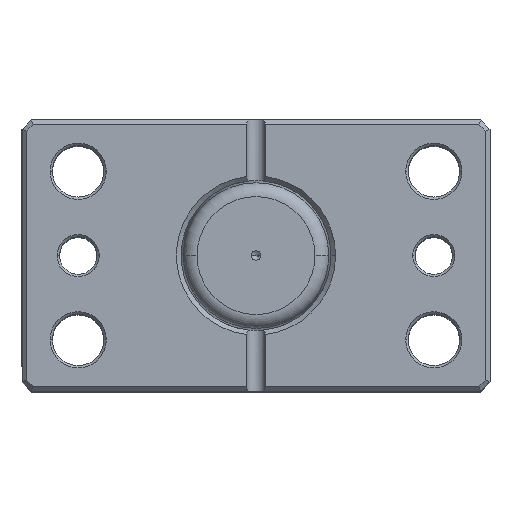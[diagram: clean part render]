
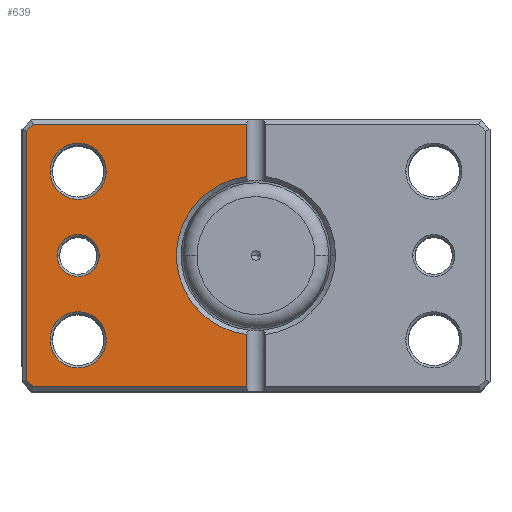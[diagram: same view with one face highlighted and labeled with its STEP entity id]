
A CAD part, top view. The second image highlights one B-rep face of the part: STEP entity #639.
In plain terms, the highlighted face is planar.
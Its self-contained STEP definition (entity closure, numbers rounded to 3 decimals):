
#4 = EDGE_CURVE ( 'NONE', #247, #4356, #3766, .T. ) ;
#71 = ORIENTED_EDGE ( 'NONE', *, *, #5728, .T. ) ;
#75 = AXIS2_PLACEMENT_3D ( 'NONE', #3847, #536, #4940 ) ;
#81 = DIRECTION ( 'NONE',  ( 1., 0., 0. ) ) ;
#106 = CARTESIAN_POINT ( 'NONE',  ( 47.586, -28., 0. ) ) ;
#145 = VECTOR ( 'NONE', #4525, 1000. ) ;
#185 = VERTEX_POINT ( 'NONE', #5137 ) ;
#247 = VERTEX_POINT ( 'NONE', #1292 ) ;
#301 = EDGE_CURVE ( 'NONE', #185, #5528, #4953, .T. ) ;
#308 = CARTESIAN_POINT ( 'NONE',  ( 0., 0., 0. ) ) ;
#462 = LINE ( 'NONE', #5681, #6149 ) ;
#536 = DIRECTION ( 'NONE',  ( 0., 0., 1. ) ) ;
#639 = ADVANCED_FACE ( 'NONE', ( #4505, #1925, #2871, #1421 ), #4143, .F. ) ;
#795 = VERTEX_POINT ( 'NONE', #2921 ) ;
#870 = DIRECTION ( 'NONE',  ( 1., 0., 0. ) ) ;
#989 = VECTOR ( 'NONE', #3315, 1000. ) ;
#1070 = CARTESIAN_POINT ( 'NONE',  ( 49., 0., 0. ) ) ;
#1190 = DIRECTION ( 'NONE',  ( 0., 0., 1. ) ) ;
#1244 = VERTEX_POINT ( 'NONE', #3448 ) ;
#1282 = EDGE_CURVE ( 'NONE', #4921, #2881, #3997, .T. ) ;
#1292 = CARTESIAN_POINT ( 'NONE',  ( 33.5, 0., 0. ) ) ;
#1300 = DIRECTION ( 'NONE',  ( 0., 0., 1. ) ) ;
#1421 = FACE_OUTER_BOUND ( 'NONE', #6863, .T. ) ;
#1472 = AXIS2_PLACEMENT_3D ( 'NONE', #6682, #3360, #81 ) ;
#1495 = VERTEX_POINT ( 'NONE', #4206 ) ;
#1518 = AXIS2_PLACEMENT_3D ( 'NONE', #2731, #6574, #3268 ) ;
#1608 = LINE ( 'NONE', #5612, #145 ) ;
#1657 = CARTESIAN_POINT ( 'NONE',  ( 0., -28., 0. ) ) ;
#1738 = EDGE_CURVE ( 'NONE', #6181, #6055, #462, .T. ) ;
#1823 = DIRECTION ( 'NONE',  ( 1., 0., 0. ) ) ;
#1925 = FACE_BOUND ( 'NONE', #4968, .T. ) ;
#1984 = EDGE_CURVE ( 'NONE', #1495, #5332, #3831, .T. ) ;
#1991 = CARTESIAN_POINT ( 'NONE',  ( 49., 26.586, 0. ) ) ;
#2096 = CIRCLE ( 'NONE', #6037, 17. ) ;
#2133 = ORIENTED_EDGE ( 'NONE', *, *, #4, .T. ) ;
#2136 = ORIENTED_EDGE ( 'NONE', *, *, #1738, .T. ) ;
#2605 = EDGE_CURVE ( 'NONE', #795, #4921, #1608, .T. ) ;
#2609 = CARTESIAN_POINT ( 'NONE',  ( 37.793, 37.793, 0. ) ) ;
#2611 = DIRECTION ( 'NONE',  ( 0., 0., 1. ) ) ;
#2659 = DIRECTION ( 'NONE',  ( 0., 0., 1. ) ) ;
#2676 = LINE ( 'NONE', #2763, #4741 ) ;
#2731 = CARTESIAN_POINT ( 'NONE',  ( 38., 18., 0. ) ) ;
#2763 = CARTESIAN_POINT ( 'NONE',  ( 2., 29., 0. ) ) ;
#2829 = ORIENTED_EDGE ( 'NONE', *, *, #1282, .T. ) ;
#2871 = FACE_BOUND ( 'NONE', #7075, .T. ) ;
#2881 = VERTEX_POINT ( 'NONE', #4537 ) ;
#2892 = EDGE_LOOP ( 'NONE', ( #2133, #4998 ) ) ;
#2921 = CARTESIAN_POINT ( 'NONE',  ( 2., 16.882, 0. ) ) ;
#3001 = ORIENTED_EDGE ( 'NONE', *, *, #6465, .T. ) ;
#3027 = VECTOR ( 'NONE', #6584, 1000. ) ;
#3064 = ORIENTED_EDGE ( 'NONE', *, *, #4491, .T. ) ;
#3106 = CIRCLE ( 'NONE', #1472, 6. ) ;
#3162 = DIRECTION ( 'NONE',  ( 0.707, -0.707, 0. ) ) ;
#3268 = DIRECTION ( 'NONE',  ( 1., 0., 0. ) ) ;
#3295 = ORIENTED_EDGE ( 'NONE', *, *, #301, .T. ) ;
#3315 = DIRECTION ( 'NONE',  ( -1., 0., 0. ) ) ;
#3360 = DIRECTION ( 'NONE',  ( 0., 0., 1. ) ) ;
#3448 = CARTESIAN_POINT ( 'NONE',  ( 2., -16.882, 0. ) ) ;
#3481 = DIRECTION ( 'NONE',  ( -0.707, -0.707, 0. ) ) ;
#3532 = CARTESIAN_POINT ( 'NONE',  ( 49., -26.586, 0. ) ) ;
#3619 = VERTEX_POINT ( 'NONE', #1991 ) ;
#3647 = VECTOR ( 'NONE', #1823, 1000. ) ;
#3654 = ORIENTED_EDGE ( 'NONE', *, *, #6418, .T. ) ;
#3660 = CARTESIAN_POINT ( 'NONE',  ( 44., -18., 0. ) ) ;
#3766 = CIRCLE ( 'NONE', #7013, 4.5 ) ;
#3831 = CIRCLE ( 'NONE', #1518, 6. ) ;
#3847 = CARTESIAN_POINT ( 'NONE',  ( 38., -18., 0. ) ) ;
#3922 = LINE ( 'NONE', #1657, #989 ) ;
#3940 = CARTESIAN_POINT ( 'NONE',  ( 2., -28., 0. ) ) ;
#3997 = LINE ( 'NONE', #5697, #3647 ) ;
#4143 = PLANE ( 'NONE',  #5853 ) ;
#4169 = DIRECTION ( 'NONE',  ( 0., 0., 1. ) ) ;
#4206 = CARTESIAN_POINT ( 'NONE',  ( 32., 18., 0. ) ) ;
#4215 = ORIENTED_EDGE ( 'NONE', *, *, #4925, .T. ) ;
#4356 = VERTEX_POINT ( 'NONE', #6938 ) ;
#4409 = CARTESIAN_POINT ( 'NONE',  ( 2., 28., 0. ) ) ;
#4439 = LINE ( 'NONE', #2609, #5746 ) ;
#4457 = EDGE_CURVE ( 'NONE', #2881, #3619, #4439, .T. ) ;
#4479 = CARTESIAN_POINT ( 'NONE',  ( 0., 0., 0. ) ) ;
#4482 = LINE ( 'NONE', #1070, #3027 ) ;
#4491 = EDGE_CURVE ( 'NONE', #5332, #1495, #7037, .T. ) ;
#4505 = FACE_BOUND ( 'NONE', #2892, .T. ) ;
#4525 = DIRECTION ( 'NONE',  ( 0., 1., 0. ) ) ;
#4537 = CARTESIAN_POINT ( 'NONE',  ( 47.586, 28., 0. ) ) ;
#4589 = DIRECTION ( 'NONE',  ( 1., 0., 0. ) ) ;
#4741 = VECTOR ( 'NONE', #6040, 1000. ) ;
#4779 = EDGE_CURVE ( 'NONE', #4356, #247, #5125, .T. ) ;
#4876 = ORIENTED_EDGE ( 'NONE', *, *, #4971, .T. ) ;
#4880 = CARTESIAN_POINT ( 'NONE',  ( 44., 18., 0. ) ) ;
#4921 = VERTEX_POINT ( 'NONE', #4409 ) ;
#4925 = EDGE_CURVE ( 'NONE', #6055, #6702, #3922, .T. ) ;
#4940 = DIRECTION ( 'NONE',  ( 1., 0., 0. ) ) ;
#4953 = CIRCLE ( 'NONE', #75, 6. ) ;
#4968 = EDGE_LOOP ( 'NONE', ( #3295, #3001 ) ) ;
#4971 = EDGE_CURVE ( 'NONE', #1244, #795, #2096, .T. ) ;
#4997 = ORIENTED_EDGE ( 'NONE', *, *, #2605, .T. ) ;
#4998 = ORIENTED_EDGE ( 'NONE', *, *, #4779, .T. ) ;
#5031 = DIRECTION ( 'NONE',  ( 1., 0., 0. ) ) ;
#5081 = AXIS2_PLACEMENT_3D ( 'NONE', #5914, #2611, #6469 ) ;
#5125 = CIRCLE ( 'NONE', #5081, 4.5 ) ;
#5137 = CARTESIAN_POINT ( 'NONE',  ( 32., -18., 0. ) ) ;
#5191 = CARTESIAN_POINT ( 'NONE',  ( 38., 0., 0. ) ) ;
#5332 = VERTEX_POINT ( 'NONE', #4880 ) ;
#5528 = VERTEX_POINT ( 'NONE', #3660 ) ;
#5612 = CARTESIAN_POINT ( 'NONE',  ( 2., 29., 0. ) ) ;
#5670 = ORIENTED_EDGE ( 'NONE', *, *, #1984, .T. ) ;
#5671 = ORIENTED_EDGE ( 'NONE', *, *, #4457, .T. ) ;
#5681 = CARTESIAN_POINT ( 'NONE',  ( 37.793, -37.793, 0. ) ) ;
#5697 = CARTESIAN_POINT ( 'NONE',  ( 0., 28., 0. ) ) ;
#5728 = EDGE_CURVE ( 'NONE', #3619, #6181, #4482, .T. ) ;
#5746 = VECTOR ( 'NONE', #3162, 1000. ) ;
#5853 = AXIS2_PLACEMENT_3D ( 'NONE', #308, #4169, #870 ) ;
#5914 = CARTESIAN_POINT ( 'NONE',  ( 38., 0., 0. ) ) ;
#5959 = CARTESIAN_POINT ( 'NONE',  ( 38., 18., 0. ) ) ;
#5960 = AXIS2_PLACEMENT_3D ( 'NONE', #5959, #2659, #6507 ) ;
#6037 = AXIS2_PLACEMENT_3D ( 'NONE', #4479, #1190, #5031 ) ;
#6040 = DIRECTION ( 'NONE',  ( 0., 1., 0. ) ) ;
#6055 = VERTEX_POINT ( 'NONE', #106 ) ;
#6149 = VECTOR ( 'NONE', #3481, 1000. ) ;
#6181 = VERTEX_POINT ( 'NONE', #3532 ) ;
#6418 = EDGE_CURVE ( 'NONE', #6702, #1244, #2676, .T. ) ;
#6465 = EDGE_CURVE ( 'NONE', #5528, #185, #3106, .T. ) ;
#6469 = DIRECTION ( 'NONE',  ( 1., 0., 0. ) ) ;
#6507 = DIRECTION ( 'NONE',  ( 1., 0., 0. ) ) ;
#6574 = DIRECTION ( 'NONE',  ( 0., 0., 1. ) ) ;
#6584 = DIRECTION ( 'NONE',  ( 0., -1., 0. ) ) ;
#6682 = CARTESIAN_POINT ( 'NONE',  ( 38., -18., 0. ) ) ;
#6702 = VERTEX_POINT ( 'NONE', #3940 ) ;
#6863 = EDGE_LOOP ( 'NONE', ( #3654, #4876, #4997, #2829, #5671, #71, #2136, #4215 ) ) ;
#6938 = CARTESIAN_POINT ( 'NONE',  ( 42.5, 0., 0. ) ) ;
#7013 = AXIS2_PLACEMENT_3D ( 'NONE', #5191, #1300, #4589 ) ;
#7037 = CIRCLE ( 'NONE', #5960, 6. ) ;
#7075 = EDGE_LOOP ( 'NONE', ( #5670, #3064 ) ) ;
